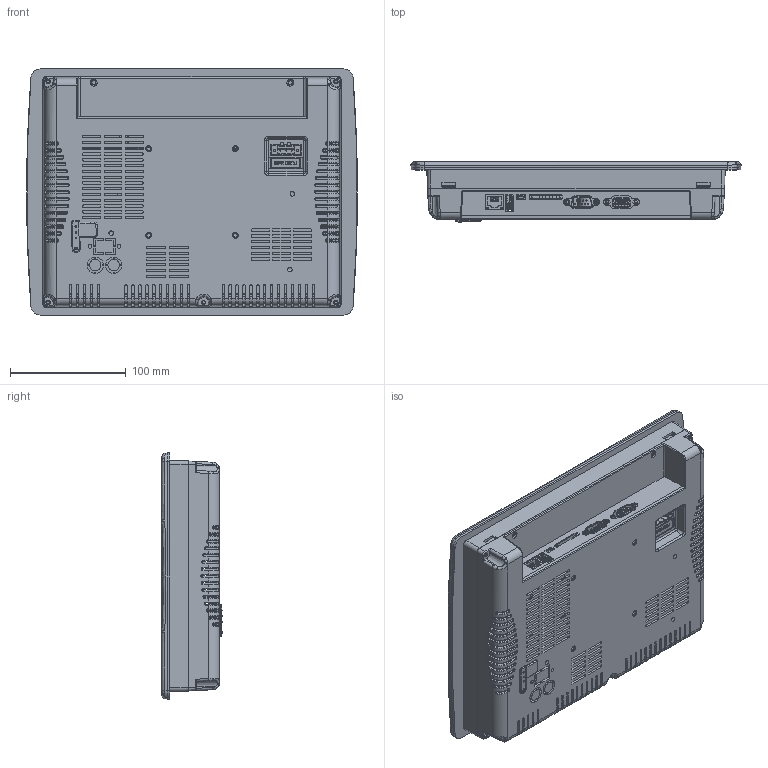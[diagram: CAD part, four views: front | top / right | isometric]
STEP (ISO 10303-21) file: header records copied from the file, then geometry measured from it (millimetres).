
FILE_DESCRIPTION (( 'STEP AP203' ), '1' );
FILE_NAME ('eMT3105P_.STEP', '2017-08-01T08:26:23', ( 'annayang' ), ( '' ), 'SwSTEP 2.0', 'SolidWorks 2011', '' );
FILE_SCHEMA (( 'CONFIG_CONTROL_DESIGN' ));
Length unit declared in the file: millimetre
Products named in the file (1): eMT3105P_
Bounding box: 286.15 x 52.5 x 212.8 mm (x, y, z)
Surface area: 348393 mm2 (no closed solid volume)
Topology: 0 solids, 58 shells, 1899 faces, 8091 edges, 6034 vertices
Faces by surface type: plane 870, cylinder 694, bspline 218, cone 88, torus 29
Entity records: 101555 total; most frequent: CARTESIAN_POINT 38411, ORIENTED_EDGE 12436, DIRECTION 12071, EDGE_CURVE 8067, VERTEX_POINT 6034, LINE 5005, VECTOR 5005, AXIS2_PLACEMENT_3D 3533
